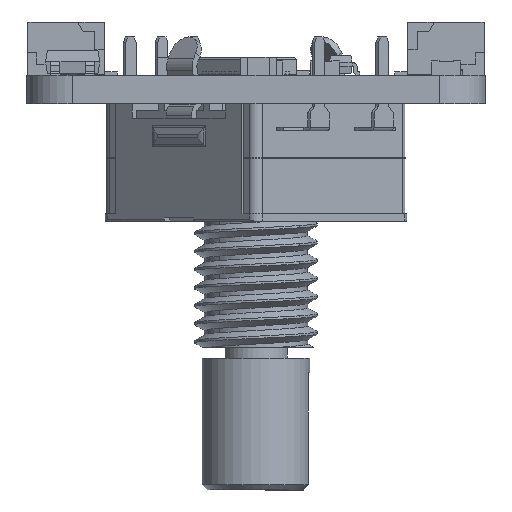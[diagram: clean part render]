
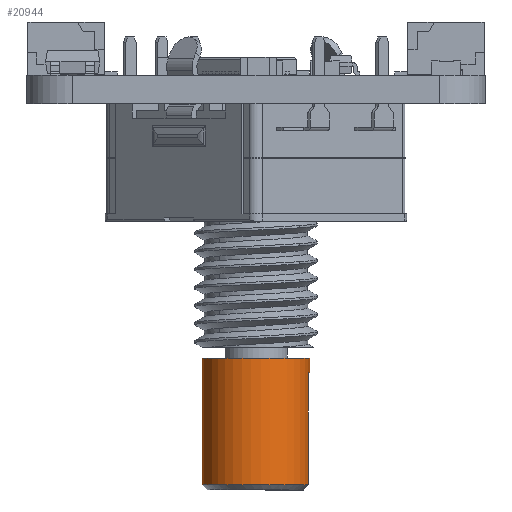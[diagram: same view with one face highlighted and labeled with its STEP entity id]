
A CAD part, front view. The second image highlights one B-rep face of the part: STEP entity #20944.
In plain terms, the highlighted cylindrical face has radius 3 mm (diameter 6 mm), a full revolution.
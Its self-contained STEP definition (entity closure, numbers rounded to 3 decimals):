
#1634=FACE_OUTER_BOUND('',#2806,.T.);
#2806=EDGE_LOOP('',(#15929,#15930,#15931,#15932,#15933,#15934,#15935,#15936));
#4437=LINE('',#32096,#6939);
#4438=LINE('',#32098,#6940);
#4439=LINE('',#32101,#6941);
#6939=VECTOR('',#25444,3.);
#6940=VECTOR('',#25445,1000.);
#6941=VECTOR('',#25448,1000.);
#8647=CIRCLE('',#22374,3.);
#8648=CIRCLE('',#22375,3.);
#8649=CIRCLE('',#22377,3.);
#8650=CIRCLE('',#22378,3.);
#9606=VERTEX_POINT('',#32082);
#9607=VERTEX_POINT('',#32086);
#9608=VERTEX_POINT('',#32088);
#9609=VERTEX_POINT('',#32094);
#9610=VERTEX_POINT('',#32097);
#9611=VERTEX_POINT('',#32099);
#11898=EDGE_CURVE('',#9607,#9606,#8647,.T.);
#11899=EDGE_CURVE('',#9608,#9607,#8648,.T.);
#11901=EDGE_CURVE('',#9609,#9609,#8649,.T.);
#11902=EDGE_CURVE('',#9609,#9607,#4437,.T.);
#11903=EDGE_CURVE('',#9610,#9606,#4438,.T.);
#11904=EDGE_CURVE('',#9610,#9611,#8650,.T.);
#11905=EDGE_CURVE('',#9611,#9608,#4439,.T.);
#15929=ORIENTED_EDGE('',*,*,#11901,.T.);
#15930=ORIENTED_EDGE('',*,*,#11902,.T.);
#15931=ORIENTED_EDGE('',*,*,#11898,.T.);
#15932=ORIENTED_EDGE('',*,*,#11903,.F.);
#15933=ORIENTED_EDGE('',*,*,#11904,.T.);
#15934=ORIENTED_EDGE('',*,*,#11905,.T.);
#15935=ORIENTED_EDGE('',*,*,#11899,.T.);
#15936=ORIENTED_EDGE('',*,*,#11902,.F.);
#19543=CYLINDRICAL_SURFACE('',#22376,3.);
#20944=ADVANCED_FACE('',(#1634),#19543,.T.);
#22374=AXIS2_PLACEMENT_3D('',#32087,#25436,#25437);
#22375=AXIS2_PLACEMENT_3D('',#32089,#25438,#25439);
#22376=AXIS2_PLACEMENT_3D('',#32093,#25440,#25441);
#22377=AXIS2_PLACEMENT_3D('',#32095,#25442,#25443);
#22378=AXIS2_PLACEMENT_3D('',#32100,#25446,#25447);
#25436=DIRECTION('center_axis',(0.,0.,
-1.));
#25437=DIRECTION('ref_axis',(0.,1.,0.));
#25438=DIRECTION('center_axis',(0.,0.,
-1.));
#25439=DIRECTION('ref_axis',(0.,1.,0.));
#25440=DIRECTION('center_axis',(0.,0.,
-1.));
#25441=DIRECTION('ref_axis',(0.,-1.,0.));
#25442=DIRECTION('center_axis',(0.,0.,
1.));
#25443=DIRECTION('ref_axis',(0.,1.,0.));
#25444=DIRECTION('',(0.,0.,1.));
#25445=DIRECTION('',(0.,0.,1.));
#25446=DIRECTION('center_axis',(0.,0.,
-1.));
#25447=DIRECTION('ref_axis',(0.,1.,0.));
#25448=DIRECTION('',(0.,0.,1.));
#32082=CARTESIAN_POINT('',(1.5,2.598,21.1));
#32086=CARTESIAN_POINT('',(0.,3.,21.1));
#32087=CARTESIAN_POINT('Origin',(0.,0.,
21.1));
#32088=CARTESIAN_POINT('',(1.5,-2.598,21.1));
#32089=CARTESIAN_POINT('Origin',(0.,0.,
21.1));
#32093=CARTESIAN_POINT('Origin',(0.,0.,
21.4));
#32094=CARTESIAN_POINT('',(0.,3.,14.1));
#32095=CARTESIAN_POINT('Origin',(0.,0.,
14.1));
#32096=CARTESIAN_POINT('',(0.,3.,21.4));
#32097=CARTESIAN_POINT('',(1.5,2.598,14.9));
#32098=CARTESIAN_POINT('',(1.5,2.598,8.692));
#32099=CARTESIAN_POINT('',(1.5,-2.598,14.9));
#32100=CARTESIAN_POINT('Origin',(0.,0.,
14.9));
#32101=CARTESIAN_POINT('',(1.5,-2.598,8.692));
